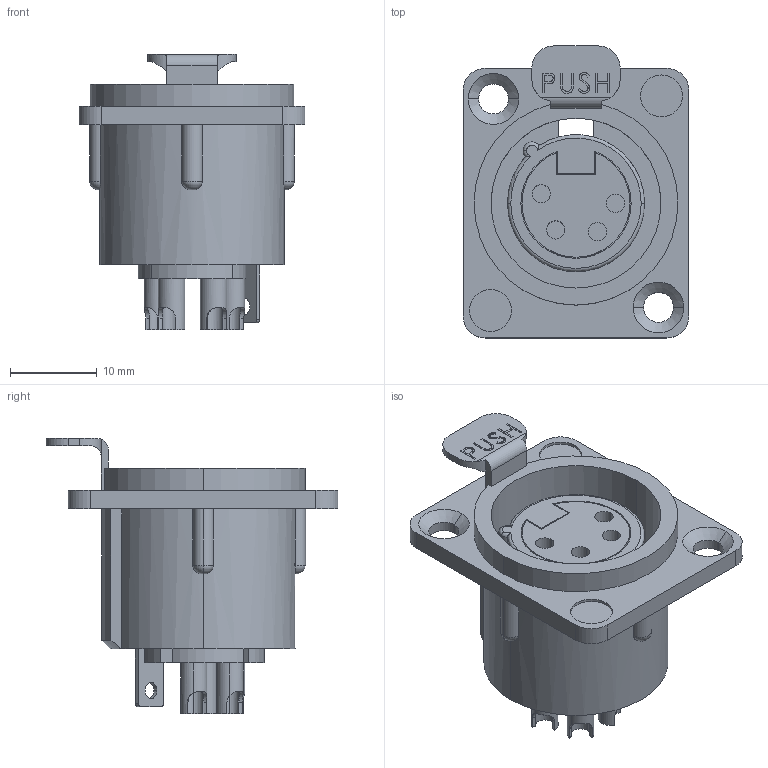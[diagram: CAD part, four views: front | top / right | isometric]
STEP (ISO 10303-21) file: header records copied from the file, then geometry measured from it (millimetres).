
FILE_DESCRIPTION (( 'STEP AP214' ), '1' );
FILE_NAME ('Neutrik 4Pin Panel Mount Female.STEP', '2017-02-24T16:53:23', ( '' ), ( '' ), 'SwSTEP 2.0', 'SolidWorks 2015', '' );
FILE_SCHEMA (( 'AUTOMOTIVE_DESIGN' ));
Length unit declared in the file: inch
Products named in the file (1): Neutrik 4Pin Panel Mount Female
Bounding box: 26.01 x 33.6 x 31.66 mm (x, y, z)
Volume: 6506.2 mm3; surface area: 6039.9 mm2
Topology: 1 solids, 1 shells, 243 faces, 652 edges, 429 vertices
Faces by surface type: plane 101, cylinder 89, bspline 28, torus 20, cone 5
Entity records: 9869 total; most frequent: CARTESIAN_POINT 3153, ORIENTED_EDGE 1304, DIRECTION 1224, EDGE_CURVE 652, AXIS2_PLACEMENT_3D 448, VERTEX_POINT 429, VECTOR 328, LINE 328
